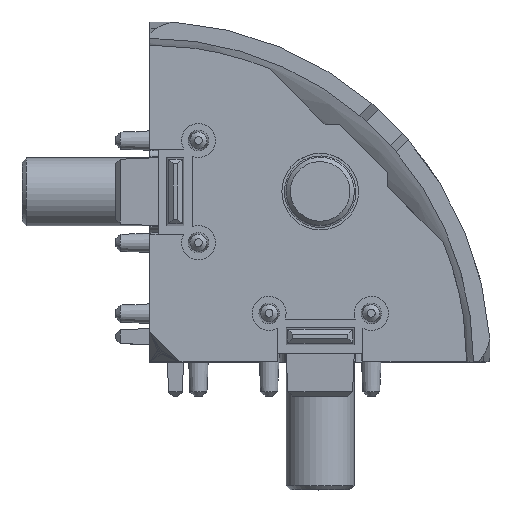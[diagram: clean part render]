
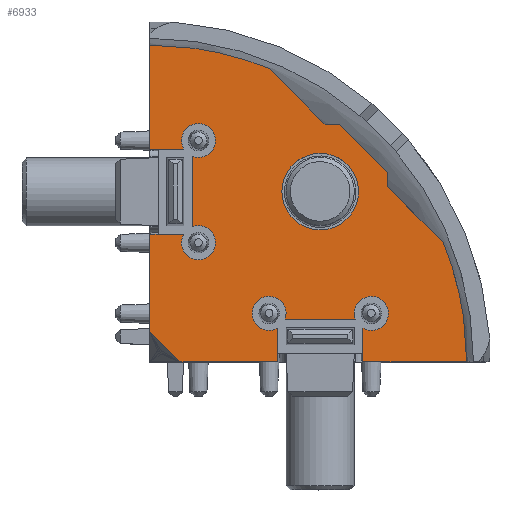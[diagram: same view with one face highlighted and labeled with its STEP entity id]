
A CAD part, top view. The second image highlights one B-rep face of the part: STEP entity #6933.
In plain terms, the highlighted planar face has unit normal (0, 0, 1).
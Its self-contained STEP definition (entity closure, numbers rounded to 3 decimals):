
#238=FACE_BOUND('',#1101,.T.);
#269=PLANE('',#7597);
#652=FACE_OUTER_BOUND('',#1100,.T.);
#1100=EDGE_LOOP('',(#5063,#5064,#5065,#5066,#5067,#5068,#5069,#5070,#5071,
#5072,#5073,#5074,#5075,#5076,#5077,#5078,#5079,#5080,#5081,#5082,#5083,
#5084,#5085,#5086));
#1101=EDGE_LOOP('',(#5087));
#1547=LINE('',#10822,#2092);
#1610=LINE('',#10987,#2155);
#1614=LINE('',#10992,#2159);
#1620=LINE('',#11004,#2165);
#1624=LINE('',#11010,#2169);
#1635=LINE('',#11026,#2180);
#1636=LINE('',#11027,#2181);
#1637=LINE('',#11028,#2182);
#1638=LINE('',#11029,#2183);
#1639=LINE('',#11031,#2184);
#1640=LINE('',#11033,#2185);
#1641=LINE('',#11035,#2186);
#1642=LINE('',#11037,#2187);
#1643=LINE('',#11038,#2188);
#1644=LINE('',#11039,#2189);
#1645=LINE('',#11040,#2190);
#1646=LINE('',#11041,#2191);
#1647=LINE('',#11042,#2192);
#2092=VECTOR('',#8586,1000.);
#2155=VECTOR('',#8721,1000.);
#2159=VECTOR('',#8725,1000.);
#2165=VECTOR('',#8733,1000.);
#2169=VECTOR('',#8737,1000.);
#2180=VECTOR('',#8750,1000.);
#2181=VECTOR('',#8751,1000.);
#2182=VECTOR('',#8752,1000.);
#2183=VECTOR('',#8753,1000.);
#2184=VECTOR('',#8754,1000.);
#2185=VECTOR('',#8755,1000.);
#2186=VECTOR('',#8756,1000.);
#2187=VECTOR('',#8757,1000.);
#2188=VECTOR('',#8758,1000.);
#2189=VECTOR('',#8759,1000.);
#2190=VECTOR('',#8760,1000.);
#2191=VECTOR('',#8761,1000.);
#2192=VECTOR('',#8762,1000.);
#2625=CIRCLE('',#7504,2.);
#2627=CIRCLE('',#7507,2.);
#2629=CIRCLE('',#7510,2.);
#2631=CIRCLE('',#7513,2.);
#2657=CIRCLE('',#7552,4.5);
#2669=CIRCLE('',#7576,37.2);
#2671=CIRCLE('',#7579,37.2);
#3036=VERTEX_POINT('',#10682);
#3037=VERTEX_POINT('',#10684);
#3040=VERTEX_POINT('',#10691);
#3041=VERTEX_POINT('',#10693);
#3044=VERTEX_POINT('',#10700);
#3045=VERTEX_POINT('',#10702);
#3048=VERTEX_POINT('',#10709);
#3049=VERTEX_POINT('',#10711);
#3083=VERTEX_POINT('',#10801);
#3088=VERTEX_POINT('',#10817);
#3090=VERTEX_POINT('',#10820);
#3124=VERTEX_POINT('',#10914);
#3130=VERTEX_POINT('',#10926);
#3131=VERTEX_POINT('',#10930);
#3133=VERTEX_POINT('',#10933);
#3155=VERTEX_POINT('',#10984);
#3156=VERTEX_POINT('',#10986);
#3157=VERTEX_POINT('',#10990);
#3162=VERTEX_POINT('',#11003);
#3163=VERTEX_POINT('',#11007);
#3164=VERTEX_POINT('',#11009);
#3169=VERTEX_POINT('',#11030);
#3170=VERTEX_POINT('',#11032);
#3171=VERTEX_POINT('',#11034);
#3172=VERTEX_POINT('',#11036);
#3729=EDGE_CURVE('',#3036,#3037,#2625,.T.);
#3733=EDGE_CURVE('',#3040,#3041,#2627,.T.);
#3737=EDGE_CURVE('',#3044,#3045,#2629,.T.);
#3741=EDGE_CURVE('',#3048,#3049,#2631,.T.);
#3785=EDGE_CURVE('',#3083,#3083,#2657,.T.);
#3794=EDGE_CURVE('',#3090,#3088,#1547,.T.);
#3851=EDGE_CURVE('',#3124,#3130,#2669,.T.);
#3853=EDGE_CURVE('',#3133,#3131,#2671,.T.);
#3881=EDGE_CURVE('',#3156,#3155,#1610,.T.);
#3885=EDGE_CURVE('',#3090,#3157,#1614,.T.);
#3891=EDGE_CURVE('',#3162,#3088,#1620,.T.);
#3895=EDGE_CURVE('',#3164,#3163,#1624,.T.);
#3906=EDGE_CURVE('',#3041,#3157,#1635,.T.);
#3907=EDGE_CURVE('',#3037,#3040,#1636,.T.);
#3908=EDGE_CURVE('',#3036,#3156,#1637,.T.);
#3909=EDGE_CURVE('',#3124,#3155,#1638,.T.);
#3910=EDGE_CURVE('',#3169,#3130,#1639,.T.);
#3911=EDGE_CURVE('',#3170,#3169,#1640,.T.);
#3912=EDGE_CURVE('',#3171,#3170,#1641,.T.);
#3913=EDGE_CURVE('',#3172,#3171,#1642,.T.);
#3914=EDGE_CURVE('',#3133,#3172,#1643,.T.);
#3915=EDGE_CURVE('',#3164,#3131,#1644,.T.);
#3916=EDGE_CURVE('',#3049,#3163,#1645,.T.);
#3917=EDGE_CURVE('',#3045,#3048,#1646,.T.);
#3918=EDGE_CURVE('',#3162,#3044,#1647,.T.);
#5063=ORIENTED_EDGE('',*,*,#3794,.F.);
#5064=ORIENTED_EDGE('',*,*,#3885,.T.);
#5065=ORIENTED_EDGE('',*,*,#3906,.F.);
#5066=ORIENTED_EDGE('',*,*,#3733,.F.);
#5067=ORIENTED_EDGE('',*,*,#3907,.F.);
#5068=ORIENTED_EDGE('',*,*,#3729,.F.);
#5069=ORIENTED_EDGE('',*,*,#3908,.T.);
#5070=ORIENTED_EDGE('',*,*,#3881,.T.);
#5071=ORIENTED_EDGE('',*,*,#3909,.F.);
#5072=ORIENTED_EDGE('',*,*,#3851,.T.);
#5073=ORIENTED_EDGE('',*,*,#3910,.F.);
#5074=ORIENTED_EDGE('',*,*,#3911,.F.);
#5075=ORIENTED_EDGE('',*,*,#3912,.F.);
#5076=ORIENTED_EDGE('',*,*,#3913,.F.);
#5077=ORIENTED_EDGE('',*,*,#3914,.F.);
#5078=ORIENTED_EDGE('',*,*,#3853,.T.);
#5079=ORIENTED_EDGE('',*,*,#3915,.F.);
#5080=ORIENTED_EDGE('',*,*,#3895,.T.);
#5081=ORIENTED_EDGE('',*,*,#3916,.F.);
#5082=ORIENTED_EDGE('',*,*,#3741,.F.);
#5083=ORIENTED_EDGE('',*,*,#3917,.F.);
#5084=ORIENTED_EDGE('',*,*,#3737,.F.);
#5085=ORIENTED_EDGE('',*,*,#3918,.F.);
#5086=ORIENTED_EDGE('',*,*,#3891,.T.);
#5087=ORIENTED_EDGE('',*,*,#3785,.F.);
#6933=ADVANCED_FACE('',(#652,#238),#269,.T.);
#7504=AXIS2_PLACEMENT_3D('',#10685,#8446,#8447);
#7507=AXIS2_PLACEMENT_3D('',#10694,#8454,#8455);
#7510=AXIS2_PLACEMENT_3D('',#10703,#8462,#8463);
#7513=AXIS2_PLACEMENT_3D('',#10712,#8470,#8471);
#7552=AXIS2_PLACEMENT_3D('',#10803,#8566,#8567);
#7576=AXIS2_PLACEMENT_3D('',#10928,#8668,#8669);
#7579=AXIS2_PLACEMENT_3D('',#10934,#8674,#8675);
#7597=AXIS2_PLACEMENT_3D('',#11025,#8748,#8749);
#8446=DIRECTION('center_axis',(0.,0.,1.));
#8447=DIRECTION('ref_axis',(1.,0.,0.));
#8454=DIRECTION('center_axis',(0.,0.,1.));
#8455=DIRECTION('ref_axis',(1.,0.,0.));
#8462=DIRECTION('center_axis',(0.,0.,1.));
#8463=DIRECTION('ref_axis',(1.,0.,0.));
#8470=DIRECTION('center_axis',(0.,0.,1.));
#8471=DIRECTION('ref_axis',(1.,0.,0.));
#8566=DIRECTION('center_axis',(0.,0.,1.));
#8567=DIRECTION('ref_axis',(1.,0.,0.));
#8586=DIRECTION('',(-0.707,0.707,0.));
#8668=DIRECTION('center_axis',(0.,0.,1.));
#8669=DIRECTION('ref_axis',(1.,0.,0.));
#8674=DIRECTION('center_axis',(0.,0.,1.));
#8675=DIRECTION('ref_axis',(1.,0.,0.));
#8721=DIRECTION('',(1.,0.,0.));
#8725=DIRECTION('',(1.,0.,0.));
#8733=DIRECTION('',(0.,-1.,0.));
#8737=DIRECTION('',(0.,-1.,0.));
#8748=DIRECTION('center_axis',(0.,0.,1.));
#8749=DIRECTION('ref_axis',(1.,0.,0.));
#8750=DIRECTION('',(0.,-1.,0.));
#8751=DIRECTION('',(-1.,0.,0.));
#8752=DIRECTION('',(0.,-1.,0.));
#8753=DIRECTION('',(0.07,-0.998,0.));
#8754=DIRECTION('',(0.707,-0.707,0.));
#8755=DIRECTION('',(0.,-1.,0.));
#8756=DIRECTION('',(0.707,-0.707,0.));
#8757=DIRECTION('',(1.,0.,0.));
#8758=DIRECTION('',(0.707,-0.707,0.));
#8759=DIRECTION('',(0.998,-0.07,0.));
#8760=DIRECTION('',(-1.,0.,0.));
#8761=DIRECTION('',(0.,1.,0.));
#8762=DIRECTION('',(1.,0.,0.));
#10682=CARTESIAN_POINT('',(25.,3.968,0.));
#10684=CARTESIAN_POINT('',(24.127,5.,0.));
#10685=CARTESIAN_POINT('Origin',(26.,5.7,0.));
#10691=CARTESIAN_POINT('',(15.873,5.,0.));
#10693=CARTESIAN_POINT('',(15.,3.968,0.));
#10694=CARTESIAN_POINT('Origin',(14.,5.7,0.));
#10700=CARTESIAN_POINT('',(3.968,15.,0.));
#10702=CARTESIAN_POINT('',(5.,15.873,0.));
#10703=CARTESIAN_POINT('Origin',(5.7,14.,0.));
#10709=CARTESIAN_POINT('',(5.,24.127,0.));
#10711=CARTESIAN_POINT('',(3.968,25.,0.));
#10712=CARTESIAN_POINT('Origin',(5.7,26.,0.));
#10801=CARTESIAN_POINT('',(15.5,20.,0.));
#10803=CARTESIAN_POINT('Origin',(20.,20.,0.));
#10817=CARTESIAN_POINT('',(0.,3.536,0.));
#10820=CARTESIAN_POINT('',(3.536,0.,0.));
#10822=CARTESIAN_POINT('',(3.536,0.,0.));
#10914=CARTESIAN_POINT('',(36.838,5.177,0.));
#10926=CARTESIAN_POINT('',(34.451,14.034,0.));
#10928=CARTESIAN_POINT('Origin',(0.,0.,0.));
#10930=CARTESIAN_POINT('',(5.177,36.838,0.));
#10933=CARTESIAN_POINT('',(14.034,34.451,0.));
#10934=CARTESIAN_POINT('Origin',(0.,0.,0.));
#10984=CARTESIAN_POINT('',(37.2,0.,0.));
#10986=CARTESIAN_POINT('',(25.,0.,0.));
#10987=CARTESIAN_POINT('',(0.,0.,0.));
#10990=CARTESIAN_POINT('',(15.,0.,0.));
#10992=CARTESIAN_POINT('',(0.,0.,0.));
#11003=CARTESIAN_POINT('',(0.,15.,0.));
#11004=CARTESIAN_POINT('',(0.,37.2,0.));
#11007=CARTESIAN_POINT('',(0.,25.,0.));
#11009=CARTESIAN_POINT('',(0.,37.2,0.));
#11010=CARTESIAN_POINT('',(0.,37.2,0.));
#11025=CARTESIAN_POINT('Origin',(0.,0.,0.));
#11026=CARTESIAN_POINT('',(15.,1.,0.));
#11027=CARTESIAN_POINT('',(15.873,5.,0.));
#11028=CARTESIAN_POINT('',(25.,1.,0.));
#11029=CARTESIAN_POINT('',(37.2,0.,0.));
#11030=CARTESIAN_POINT('',(27.92,20.566,0.));
#11031=CARTESIAN_POINT('',(27.92,20.566,0.));
#11032=CARTESIAN_POINT('',(27.92,22.263,0.));
#11033=CARTESIAN_POINT('',(27.92,22.263,0.));
#11034=CARTESIAN_POINT('',(22.263,27.92,0.));
#11035=CARTESIAN_POINT('',(22.263,27.92,0.));
#11036=CARTESIAN_POINT('',(20.566,27.92,0.));
#11037=CARTESIAN_POINT('',(22.263,27.92,0.));
#11038=CARTESIAN_POINT('',(14.248,34.238,0.));
#11039=CARTESIAN_POINT('',(0.,37.2,0.));
#11040=CARTESIAN_POINT('',(0.,25.,0.));
#11041=CARTESIAN_POINT('',(5.,24.127,0.));
#11042=CARTESIAN_POINT('',(0.,15.,0.));
